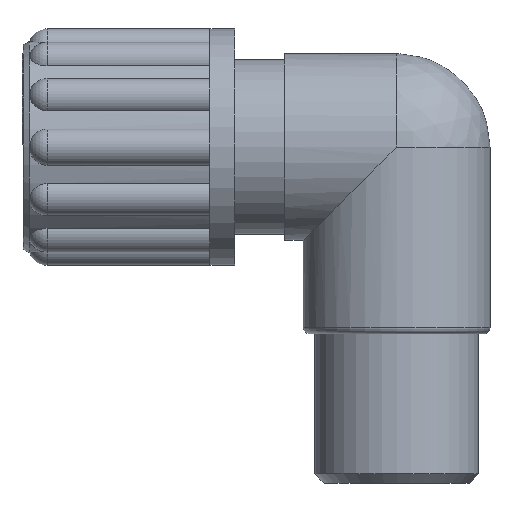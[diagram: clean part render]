
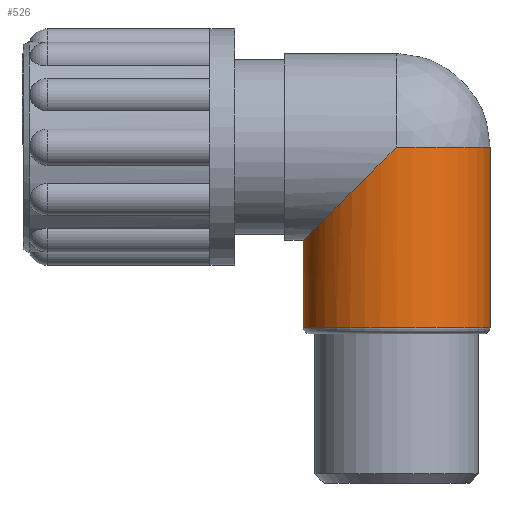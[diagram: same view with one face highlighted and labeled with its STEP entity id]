
A CAD part, front view. The second image highlights one B-rep face of the part: STEP entity #526.
In plain terms, the highlighted cylindrical face has radius 7.5 mm (diameter 15 mm), a full revolution.
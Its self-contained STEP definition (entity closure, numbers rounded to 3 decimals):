
#206=CARTESIAN_POINT('',(0.0,7.5,0.));
#207=VERTEX_POINT('',#206);
#208=CARTESIAN_POINT('',(0.0,-7.5,0.0));
#209=VERTEX_POINT('',#208);
#210=CARTESIAN_POINT('',(0.0,0.0,0.0));
#211=DIRECTION('',(0.0,0.0,-1.0));
#212=DIRECTION('',(-1.0,0.0,0.0));
#213=AXIS2_PLACEMENT_3D('',#210,#211,#212);
#214=CIRCLE('',#213,7.5);
#215=EDGE_CURVE('',#207,#209,#214,.T.);
#260=CARTESIAN_POINT('',(0.0,0.0,0.0));
#261=DIRECTION('',(-0.707,0.0,0.707));
#262=DIRECTION('',(-0.707,0.0,-0.707));
#263=AXIS2_PLACEMENT_3D('',#260,#261,#262);
#264=ELLIPSE('',#263,10.607,7.5);
#265=EDGE_CURVE('',#207,#209,#264,.T.);
#506=CARTESIAN_POINT('',(0.,0.,-13.75));
#507=DIRECTION('',(0.,0.,-1.0));
#508=DIRECTION('',(1.0,0.0,0.0));
#509=AXIS2_PLACEMENT_3D('',#506,#507,#508);
#510=CYLINDRICAL_SURFACE('',#509,7.5);
#511=ORIENTED_EDGE('',*,*,#265,.F.);
#512=ORIENTED_EDGE('',*,*,#215,.T.);
#513=EDGE_LOOP('',(#511,#512));
#514=FACE_OUTER_BOUND('',#513,.T.);
#515=CARTESIAN_POINT('',(7.5,0.,-14.5));
#516=VERTEX_POINT('',#515);
#517=CARTESIAN_POINT('',(0.,0.,-14.5));
#518=DIRECTION('',(0.0,0.0,-1.0));
#519=DIRECTION('',(1.0,0.0,0.0));
#520=AXIS2_PLACEMENT_3D('',#517,#518,#519);
#521=CIRCLE('',#520,7.5);
#522=EDGE_CURVE('',#516,#516,#521,.T.);
#523=ORIENTED_EDGE('',*,*,#522,.F.);
#524=EDGE_LOOP('',(#523));
#525=FACE_BOUND('',#524,.T.);
#526=ADVANCED_FACE('',(#514,#525),#510,.T.);
